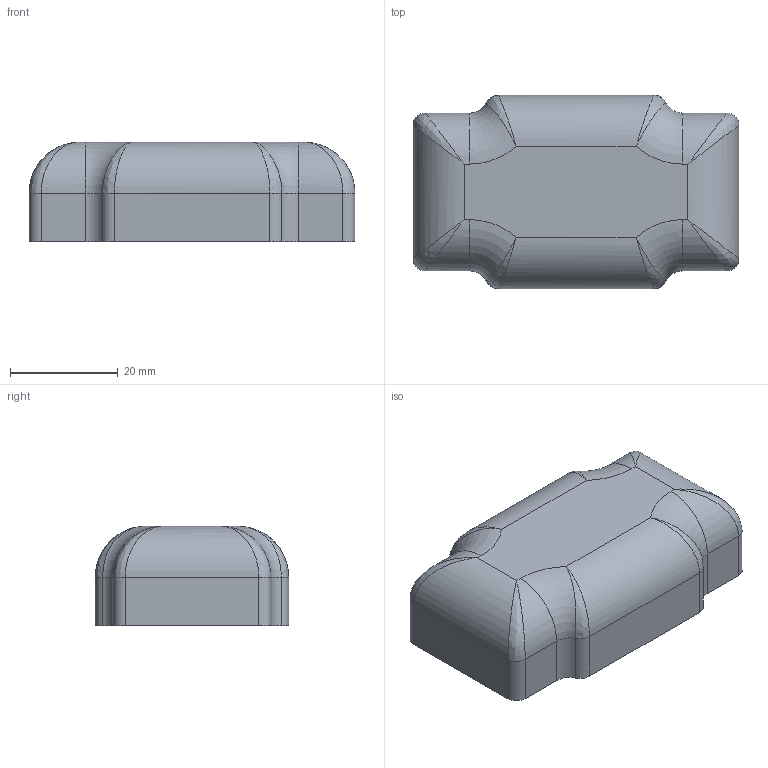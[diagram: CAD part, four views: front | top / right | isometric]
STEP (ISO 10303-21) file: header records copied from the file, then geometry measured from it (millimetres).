
FILE_DESCRIPTION(/* description */ (''),/* implementation_level */ '2;1');
FILE_NAME(/* name */ 'Emotibit_contre_moule.step',/* time_stamp */ '2019-01-17T18:58:02-05:00',/* author */ ('pingouin000'),/* organization */ (''),/* preprocessor_version */ 'ST-DEVELOPER v17.2',/* originating_system */ 'Autodesk Translation Framework v7.6.0.251',/* authorisation */ '');
FILE_SCHEMA (('AUTOMOTIVE_DESIGN { 1 0 10303 214 3 1 1 }'));
Length unit declared in the file: millimetre
Products named in the file (1): Emotibit_contre_moule
Bounding box: 60.5 x 35.9 x 18.5 mm (x, y, z)
Volume: 27058.8 mm3; surface area: 8207.8 mm2
Topology: 1 solids, 1 shells, 54 faces, 130 edges, 70 vertices
Faces by surface type: plane 22, cylinder 20, bspline 8, torus 4
Entity records: 1938 total; most frequent: CARTESIAN_POINT 707, DIRECTION 248, ORIENTED_EDGE 244, EDGE_CURVE 122, AXIS2_PLACEMENT_3D 87, LINE 74, VECTOR 74, VERTEX_POINT 70
